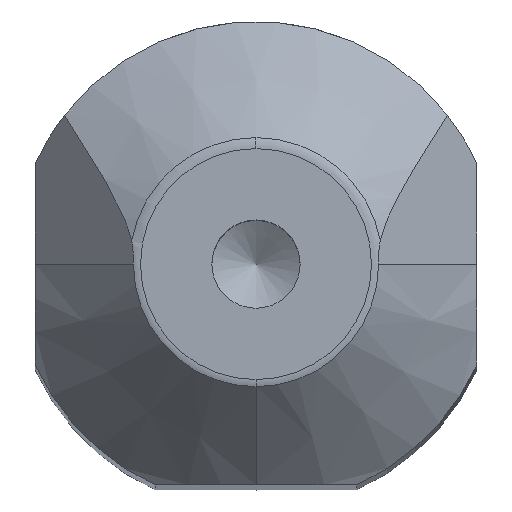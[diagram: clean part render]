
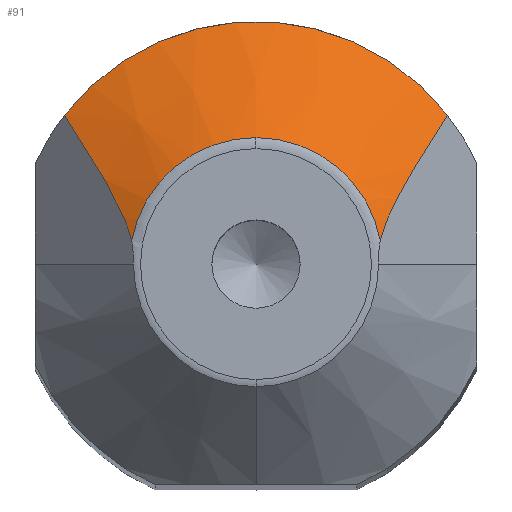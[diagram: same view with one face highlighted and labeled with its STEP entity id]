
A CAD part, top view. The second image highlights one B-rep face of the part: STEP entity #91.
In plain terms, the highlighted conical face has half-angle 60 degrees and reference radius 5.732 mm.
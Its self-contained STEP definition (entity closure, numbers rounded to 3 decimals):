
#91=ADVANCED_FACE('',(#130),#114,.T.);
#114=CONICAL_SURFACE('',#623,5.732,60.);
#130=FACE_OUTER_BOUND('',#156,.T.);
#156=EDGE_LOOP('',(#308,#309,#310,#311,#312));
#192=B_SPLINE_CURVE_WITH_KNOTS('',3,(#1014,#1015,#1016,#1017,#1018,#1019),
 .UNSPECIFIED.,.F.,.F.,(4,2,4),(0.,0.5,1.),.UNSPECIFIED.);
#193=B_SPLINE_CURVE_WITH_KNOTS('',3,(#1022,#1023,#1024,#1025,#1026,#1027),
 .UNSPECIFIED.,.F.,.F.,(4,2,4),(0.,0.5,1.),.UNSPECIFIED.);
#308=ORIENTED_EDGE('',*,*,#473,.F.);
#309=ORIENTED_EDGE('',*,*,#490,.T.);
#310=ORIENTED_EDGE('',*,*,#450,.T.);
#311=ORIENTED_EDGE('',*,*,#491,.T.);
#312=ORIENTED_EDGE('',*,*,#492,.T.);
#399=VERTEX_POINT('',#851);
#400=VERTEX_POINT('',#853);
#418=VERTEX_POINT('',#926);
#419=VERTEX_POINT('',#928);
#427=VERTEX_POINT('',#1021);
#450=EDGE_CURVE('',#400,#399,#515,.T.);
#473=EDGE_CURVE('',#418,#419,#525,.T.);
#490=EDGE_CURVE('',#418,#400,#192,.T.);
#491=EDGE_CURVE('',#399,#427,#531,.T.);
#492=EDGE_CURVE('',#427,#419,#193,.T.);
#515=CIRCLE('',#596,5.732);
#525=CIRCLE('',#610,10.993);
#531=CIRCLE('',#622,5.732);
#596=AXIS2_PLACEMENT_3D('',#852,#679,#680);
#610=AXIS2_PLACEMENT_3D('',#927,#713,#714);
#622=AXIS2_PLACEMENT_3D('',#1020,#740,#741);
#623=AXIS2_PLACEMENT_3D('',#1028,#742,#743);
#679=DIRECTION('',(0.,0.,-1.));
#680=DIRECTION('',(0.,-1.,0.));
#713=DIRECTION('',(0.,0.,-1.));
#714=DIRECTION('',(0.,-1.,0.));
#740=DIRECTION('',(0.,0.,-1.));
#741=DIRECTION('',(0.,-1.,0.));
#742=DIRECTION('',(0.,0.,-1.));
#743=DIRECTION('',(0.,1.,0.));
#851=CARTESIAN_POINT('',(0.,5.732,-0.134));
#852=CARTESIAN_POINT('',(0.,0.,-0.134));
#853=CARTESIAN_POINT('',(-5.634,1.056,-0.134));
#926=CARTESIAN_POINT('',(-8.672,6.757,-3.172));
#927=CARTESIAN_POINT('',(0.,0.,-3.172));
#928=CARTESIAN_POINT('',(8.672,6.757,-3.172));
#1014=CARTESIAN_POINT('',(-8.672,6.757,-3.172));
#1015=CARTESIAN_POINT('',(-8.099,5.878,-2.599));
#1016=CARTESIAN_POINT('',(-7.533,4.991,-2.033));
#1017=CARTESIAN_POINT('',(-6.463,3.145,-0.963));
#1018=CARTESIAN_POINT('',(-5.915,2.197,-0.415));
#1019=CARTESIAN_POINT('',(-5.634,1.056,-0.134));
#1020=CARTESIAN_POINT('',(0.,0.,-0.134));
#1021=CARTESIAN_POINT('',(5.634,1.056,-0.134));
#1022=CARTESIAN_POINT('',(5.634,1.056,-0.134));
#1023=CARTESIAN_POINT('',(5.915,2.199,-0.415));
#1024=CARTESIAN_POINT('',(6.46,3.139,-0.96));
#1025=CARTESIAN_POINT('',(7.531,4.989,-2.031));
#1026=CARTESIAN_POINT('',(8.098,5.877,-2.598));
#1027=CARTESIAN_POINT('',(8.672,6.757,-3.172));
#1028=CARTESIAN_POINT('',(0.,0.,-0.134));
